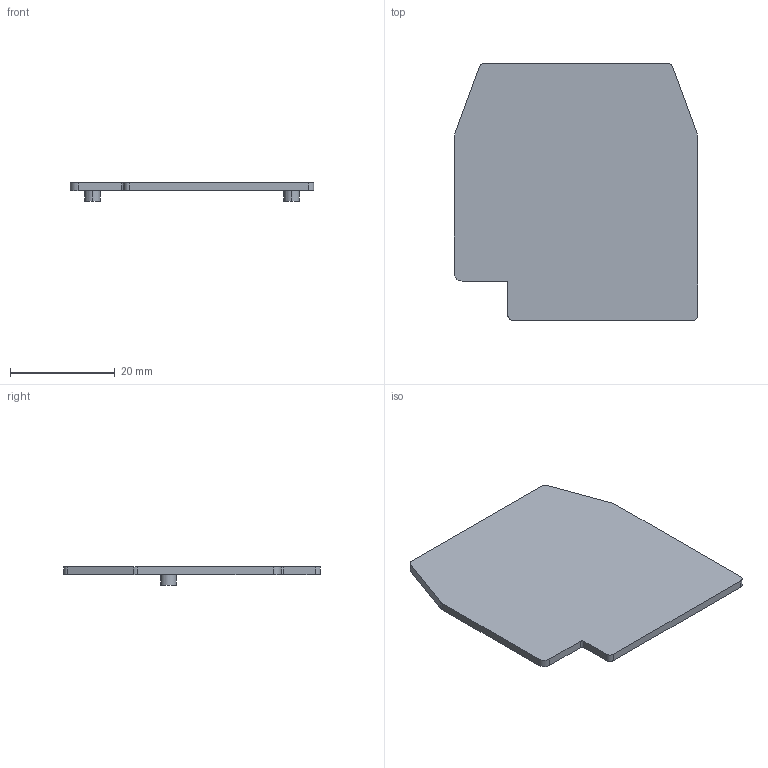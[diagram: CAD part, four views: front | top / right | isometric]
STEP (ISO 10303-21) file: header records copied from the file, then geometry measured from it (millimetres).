
FILE_DESCRIPTION((''),'2;1');
FILE_NAME('003903011_ESC-CBC16-PT_ASM','2022-07-14T12:26:13',('klemen.sitar'),('Audax d.o.o.'),'CREO PARAMETRIC BY PTC INC, 2021304','CREO PARAMETRIC BY PTC INC, 2021304','');
FILE_SCHEMA(('AP242_MANAGED_MODEL_BASED_3D_ENGINEERING_MIM_LF { 1 0 10303 442 1 1 4 }'));
Length unit declared in the file: millimetre
Products named in the file (2): CBC_16_PT-7140_1; 003903011_ESC-CBC16-PT_ASM
Assembly tree (1 placements, depth 2):
  003903011_ESC-CBC16-PT_ASM
    CBC_16_PT-7140_1
Bounding box: 46.5 x 49 x 3.5 mm (x, y, z)
Volume: 3226.1 mm3; surface area: 4572.5 mm2
Topology: 1 solids, 1 shells, 24 faces, 60 edges, 40 vertices
Faces by surface type: plane 12, cylinder 12
Entity records: 1307 total; most frequent: DIRECTION 142, CARTESIAN_POINT 133, ORIENTED_EDGE 120, PRESENTATION_STYLE_ASSIGNMENT 88, STYLED_ITEM 88, CURVE_STYLE 63, EDGE_CURVE 60, AXIS2_PLACEMENT_3D 53
